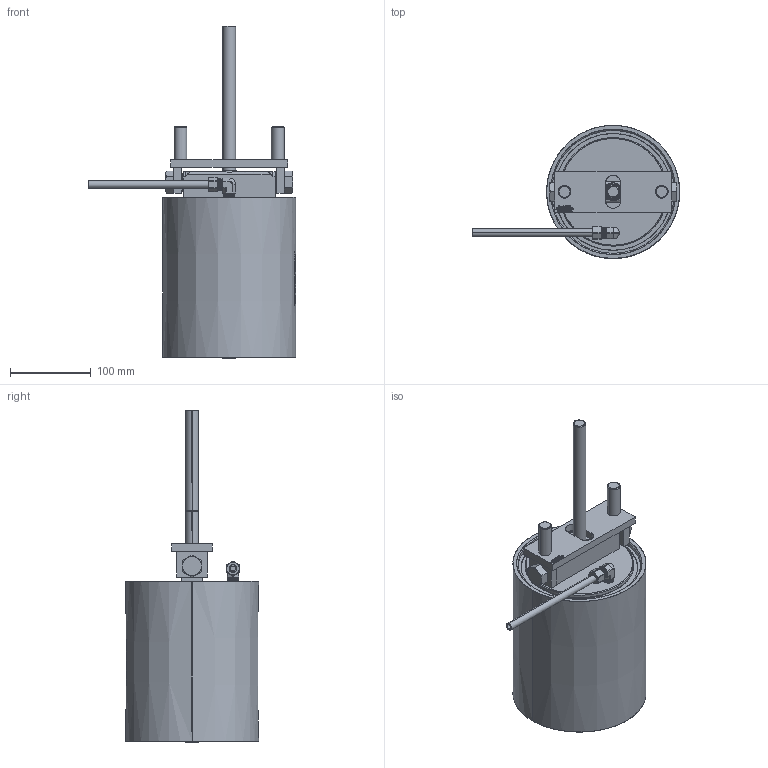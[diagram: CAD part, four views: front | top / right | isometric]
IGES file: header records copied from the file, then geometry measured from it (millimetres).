
Start section: SolidWorks IGES file using analytic representation for surfaces
Global section: file name: B3000-259-H-6.5-CYLINDER-TAIL-A-GATER-6.0-X-3.0-STROKE.IGS; native system: SolidWorks 2018; preprocessor: SolidWorks 2018; author: engremote3; date: 210730.101143; units: inch
Bounding box: 257.3 x 165.1 x 411.78 mm (x, y, z)
Surface area: 228244.1 mm2 (no closed solid volume)
Topology: 0 solids, 0 shells, 1625 faces, 19872 edges, 19870 vertices
Faces by surface type: bspline 1353, revolution 272
